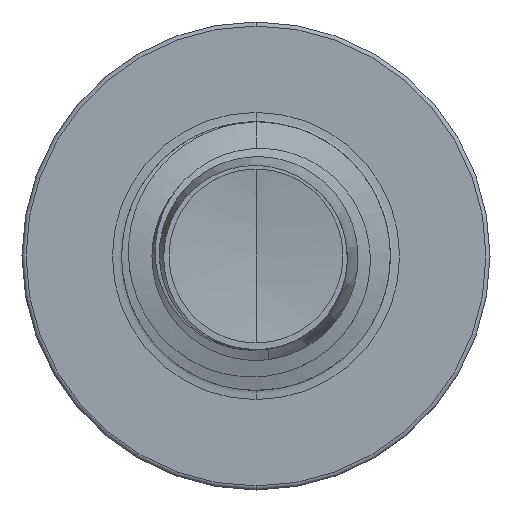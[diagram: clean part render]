
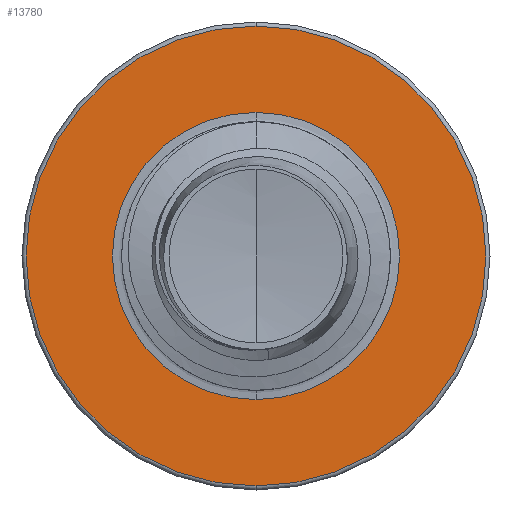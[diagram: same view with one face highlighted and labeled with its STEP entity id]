
A CAD part, front view. The second image highlights one B-rep face of the part: STEP entity #13780.
In plain terms, the highlighted planar face has unit normal (0, -1, 0).
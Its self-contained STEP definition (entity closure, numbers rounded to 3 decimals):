
#452 = VERTEX_POINT ( 'NONE', #12642 ) ;
#1586 = VERTEX_POINT ( 'NONE', #3894 ) ;
#2024 = DIRECTION ( 'NONE',  ( 0., 1., 0. ) ) ;
#2049 = CIRCLE ( 'NONE', #8642, 2.998 ) ;
#2229 = FACE_OUTER_BOUND ( 'NONE', #4925, .T. ) ;
#3312 = AXIS2_PLACEMENT_3D ( 'NONE', #8065, #4720, #12421 ) ;
#3757 = VERTEX_POINT ( 'NONE', #7642 ) ;
#3894 = CARTESIAN_POINT ( 'NONE',  ( 0., 6., -2.997 ) ) ;
#4479 = ORIENTED_EDGE ( 'NONE', *, *, #8677, .T. ) ;
#4720 = DIRECTION ( 'NONE',  ( 0., 1., 0. ) ) ;
#4859 = ORIENTED_EDGE ( 'NONE', *, *, #8396, .F. ) ;
#4925 = EDGE_LOOP ( 'NONE', ( #5464, #4859 ) ) ;
#5222 = CIRCLE ( 'NONE', #13959, 1.872 ) ;
#5362 = CARTESIAN_POINT ( 'NONE',  ( 0., 6., 0. ) ) ;
#5464 = ORIENTED_EDGE ( 'NONE', *, *, #10054, .F. ) ;
#5531 = FACE_BOUND ( 'NONE', #8866, .T. ) ;
#5613 = CARTESIAN_POINT ( 'NONE',  ( 0., 6., 1.872 ) ) ;
#6433 = DIRECTION ( 'NONE',  ( 0., 1., 0. ) ) ;
#6488 = DIRECTION ( 'NONE',  ( 0., 0., 1. ) ) ;
#6829 = ORIENTED_EDGE ( 'NONE', *, *, #8463, .T. ) ;
#7123 = VERTEX_POINT ( 'NONE', #5613 ) ;
#7414 = CARTESIAN_POINT ( 'NONE',  ( 0., 6., 0. ) ) ;
#7642 = CARTESIAN_POINT ( 'NONE',  ( 0., 6., 2.998 ) ) ;
#8065 = CARTESIAN_POINT ( 'NONE',  ( 0., 6., -1.872 ) ) ;
#8396 = EDGE_CURVE ( 'NONE', #1586, #3757, #9272, .T. ) ;
#8463 = EDGE_CURVE ( 'NONE', #7123, #452, #8902, .T. ) ;
#8556 = DIRECTION ( 'NONE',  ( 0., 0., 1. ) ) ;
#8642 = AXIS2_PLACEMENT_3D ( 'NONE', #9111, #2024, #10302 ) ;
#8677 = EDGE_CURVE ( 'NONE', #452, #7123, #5222, .T. ) ;
#8866 = EDGE_LOOP ( 'NONE', ( #6829, #4479 ) ) ;
#8902 = CIRCLE ( 'NONE', #13284, 1.872 ) ;
#9111 = CARTESIAN_POINT ( 'NONE',  ( 0., 6., 0. ) ) ;
#9272 = CIRCLE ( 'NONE', #11453, 2.998 ) ;
#10054 = EDGE_CURVE ( 'NONE', #3757, #1586, #2049, .T. ) ;
#10302 = DIRECTION ( 'NONE',  ( 0., 0., 1. ) ) ;
#11453 = AXIS2_PLACEMENT_3D ( 'NONE', #12875, #6433, #13811 ) ;
#12421 = DIRECTION ( 'NONE',  ( 0., 0., 1. ) ) ;
#12642 = CARTESIAN_POINT ( 'NONE',  ( 0., 6., -1.872 ) ) ;
#12875 = CARTESIAN_POINT ( 'NONE',  ( 0., 6., 0. ) ) ;
#12907 = DIRECTION ( 'NONE',  ( 0., 1., 0. ) ) ;
#13284 = AXIS2_PLACEMENT_3D ( 'NONE', #5362, #12907, #6488 ) ;
#13340 = PLANE ( 'NONE',  #3312 ) ;
#13780 = ADVANCED_FACE ( 'NONE', ( #2229, #5531 ), #13340, .F. ) ;
#13811 = DIRECTION ( 'NONE',  ( 0., 0., 1. ) ) ;
#13959 = AXIS2_PLACEMENT_3D ( 'NONE', #7414, #14694, #8556 ) ;
#14694 = DIRECTION ( 'NONE',  ( 0., 1., 0. ) ) ;
